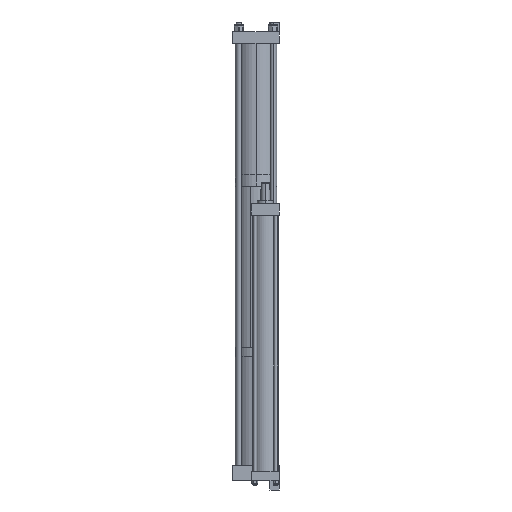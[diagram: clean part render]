
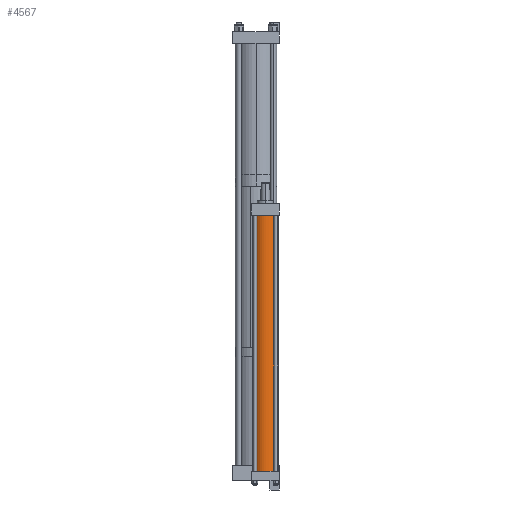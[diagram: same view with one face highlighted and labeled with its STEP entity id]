
A CAD part, left-side view. The second image highlights one B-rep face of the part: STEP entity #4567.
In plain terms, the highlighted cylindrical face has radius 34.925 mm (diameter 69.85 mm), a partial arc.
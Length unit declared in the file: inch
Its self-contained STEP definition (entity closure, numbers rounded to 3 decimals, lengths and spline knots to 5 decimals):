
#296 = EDGE_CURVE ( 'NONE', #5081, #11956, #9271, .T. ) ;
#387 = CIRCLE ( 'NONE', #2931, 1.375 ) ;
#1427 = ORIENTED_EDGE ( 'NONE', *, *, #4878, .T. ) ;
#1572 = DIRECTION ( 'NONE',  ( 1., 0., 0. ) ) ;
#1769 = CARTESIAN_POINT ( 'NONE',  ( 4.06296, 6.49635, 27.503 ) ) ;
#2293 = DIRECTION ( 'NONE',  ( 0., 0., 1. ) ) ;
#2348 = AXIS2_PLACEMENT_3D ( 'NONE', #13877, #4867, #1572 ) ;
#2931 = AXIS2_PLACEMENT_3D ( 'NONE', #13365, #2293, #11212 ) ;
#3071 = VECTOR ( 'NONE', #11784, 39.37008 ) ;
#3305 = CARTESIAN_POINT ( 'NONE',  ( 1.31296, 6.49635, 27.503 ) ) ;
#3388 = AXIS2_PLACEMENT_3D ( 'NONE', #6540, #5494, #7711 ) ;
#4567 = ADVANCED_FACE ( 'NONE', ( #10961 ), #10609, .T. ) ;
#4867 = DIRECTION ( 'NONE',  ( 0., 0., 1. ) ) ;
#4878 = EDGE_CURVE ( 'NONE', #11956, #13702, #6199, .T. ) ;
#5081 = VERTEX_POINT ( 'NONE', #1769 ) ;
#5494 = DIRECTION ( 'NONE',  ( 0., 0., -1. ) ) ;
#5659 = ORIENTED_EDGE ( 'NONE', *, *, #296, .T. ) ;
#5900 = VECTOR ( 'NONE', #13884, 39.37008 ) ;
#6009 = ORIENTED_EDGE ( 'NONE', *, *, #14219, .F. ) ;
#6199 = CIRCLE ( 'NONE', #2348, 1.375 ) ;
#6540 = CARTESIAN_POINT ( 'NONE',  ( 2.68796, 6.49635, 27.503 ) ) ;
#6740 = ORIENTED_EDGE ( 'NONE', *, *, #12264, .F. ) ;
#7711 = DIRECTION ( 'NONE',  ( -1., 0., 0. ) ) ;
#8687 = LINE ( 'NONE', #12718, #3071 ) ;
#8780 = CARTESIAN_POINT ( 'NONE',  ( 4.06296, 6.49635, 0. ) ) ;
#8825 = CARTESIAN_POINT ( 'NONE',  ( 1.31296, 6.49635, 0. ) ) ;
#9069 = VERTEX_POINT ( 'NONE', #3305 ) ;
#9271 = LINE ( 'NONE', #11259, #5900 ) ;
#10609 = CYLINDRICAL_SURFACE ( 'NONE', #3388, 1.375 ) ;
#10961 = FACE_OUTER_BOUND ( 'NONE', #13718, .T. ) ;
#11212 = DIRECTION ( 'NONE',  ( 1., 0., 0. ) ) ;
#11259 = CARTESIAN_POINT ( 'NONE',  ( 4.06296, 6.49635, 27.503 ) ) ;
#11784 = DIRECTION ( 'NONE',  ( 0., 0., -1. ) ) ;
#11956 = VERTEX_POINT ( 'NONE', #8780 ) ;
#12264 = EDGE_CURVE ( 'NONE', #9069, #13702, #8687, .T. ) ;
#12718 = CARTESIAN_POINT ( 'NONE',  ( 1.31296, 6.49635, 27.503 ) ) ;
#13365 = CARTESIAN_POINT ( 'NONE',  ( 2.68796, 6.49635, 27.503 ) ) ;
#13702 = VERTEX_POINT ( 'NONE', #8825 ) ;
#13718 = EDGE_LOOP ( 'NONE', ( #6009, #5659, #1427, #6740 ) ) ;
#13877 = CARTESIAN_POINT ( 'NONE',  ( 2.68796, 6.49635, 0. ) ) ;
#13884 = DIRECTION ( 'NONE',  ( 0., 0., -1. ) ) ;
#14219 = EDGE_CURVE ( 'NONE', #5081, #9069, #387, .T. ) ;
